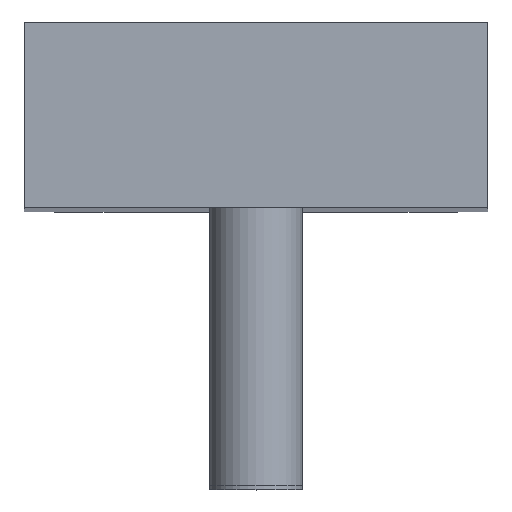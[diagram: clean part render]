
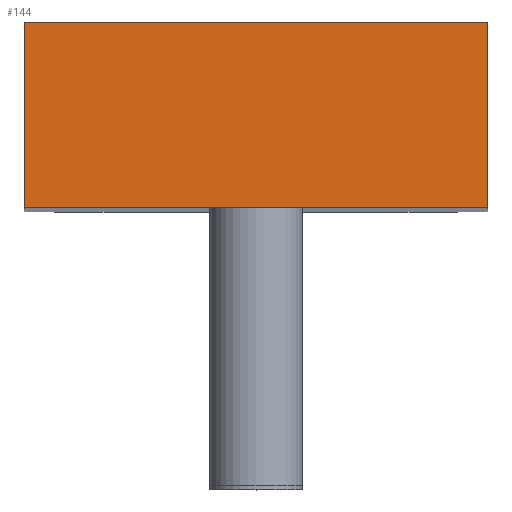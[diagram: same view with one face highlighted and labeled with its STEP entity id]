
A CAD part, top view. The second image highlights one B-rep face of the part: STEP entity #144.
In plain terms, the highlighted planar face has unit normal (0, 0, 1).
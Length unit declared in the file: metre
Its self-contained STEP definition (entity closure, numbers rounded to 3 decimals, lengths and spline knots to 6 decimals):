
#29=ORIENTED_EDGE('',*,*,#61,.T.);
#30=ORIENTED_EDGE('',*,*,#62,.F.);
#31=ORIENTED_EDGE('',*,*,#63,.F.);
#32=ORIENTED_EDGE('',*,*,#64,.T.);
#61=EDGE_CURVE('',#77,#78,#89,.T.);
#62=EDGE_CURVE('',#79,#78,#90,.T.);
#63=EDGE_CURVE('',#80,#79,#91,.T.);
#64=EDGE_CURVE('',#80,#77,#92,.T.);
#77=VERTEX_POINT('',#230);
#78=VERTEX_POINT('',#231);
#79=VERTEX_POINT('',#233);
#80=VERTEX_POINT('',#235);
#89=LINE('',#229,#99);
#90=LINE('',#232,#100);
#91=LINE('',#234,#101);
#92=LINE('',#236,#102);
#99=VECTOR('',#187,1.);
#100=VECTOR('',#188,1.);
#101=VECTOR('',#189,1.);
#102=VECTOR('',#190,1.);
#109=EDGE_LOOP('',(#29,#30,#31,#32));
#123=FACE_BOUND('',#109,.T.);
#137=PLANE('',#167);
#144=ADVANCED_FACE('',(#123),#137,.F.);
#167=AXIS2_PLACEMENT_3D('',#228,#185,#186);
#185=DIRECTION('',(0.,0.,-1.));
#186=DIRECTION('',(-1.,0.,0.));
#187=DIRECTION('',(-1.,0.,0.));
#188=DIRECTION('',(0.,1.,0.));
#189=DIRECTION('',(-1.,0.,0.));
#190=DIRECTION('',(0.,1.,0.));
#228=CARTESIAN_POINT('',(0.,-0.01,0.075));
#229=CARTESIAN_POINT('',(0.,0.,0.075));
#230=CARTESIAN_POINT('',(0.0125,0.,0.075));
#231=CARTESIAN_POINT('',(-0.0125,0.,0.075));
#232=CARTESIAN_POINT('',(-0.0125,-0.01,0.075));
#233=CARTESIAN_POINT('',(-0.0125,-0.01,0.075));
#234=CARTESIAN_POINT('',(0.,-0.01,0.075));
#235=CARTESIAN_POINT('',(0.0125,-0.01,0.075));
#236=CARTESIAN_POINT('',(0.0125,-0.01,0.075));
